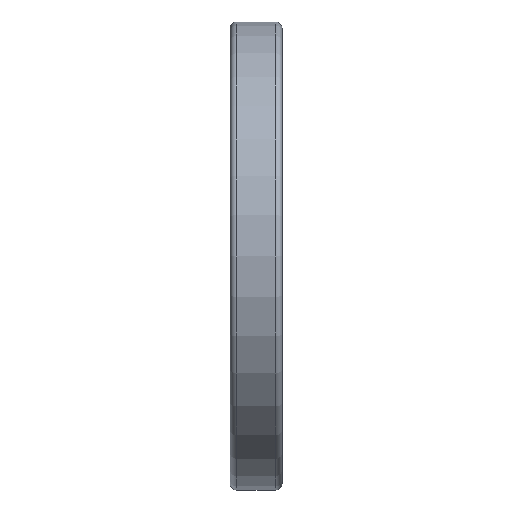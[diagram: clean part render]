
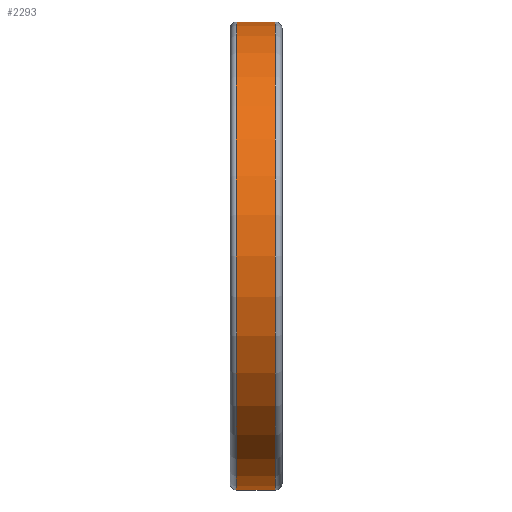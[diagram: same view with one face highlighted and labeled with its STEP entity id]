
A CAD part, left-side view. The second image highlights one B-rep face of the part: STEP entity #2293.
In plain terms, the highlighted cylindrical face has radius 57.15 mm (diameter 114.3 mm), a partial arc.
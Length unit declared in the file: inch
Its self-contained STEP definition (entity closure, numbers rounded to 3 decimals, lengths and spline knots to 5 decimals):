
#252 = DIRECTION ( 'NONE',  ( 0., -1., 0. ) ) ;
#635 = CYLINDRICAL_SURFACE ( 'NONE', #5107, 2.25 ) ;
#1005 = LINE ( 'NONE', #5209, #1377 ) ;
#1338 = FACE_OUTER_BOUND ( 'NONE', #7100, .T. ) ;
#1377 = VECTOR ( 'NONE', #252, 39.37008 ) ;
#1548 = CARTESIAN_POINT ( 'NONE',  ( 0., 0.4375, 2.25 ) ) ;
#1635 = VERTEX_POINT ( 'NONE', #1548 ) ;
#1895 = DIRECTION ( 'NONE',  ( 0., -1., 0. ) ) ;
#2106 = AXIS2_PLACEMENT_3D ( 'NONE', #8711, #2248, #5884 ) ;
#2248 = DIRECTION ( 'NONE',  ( 0., -1., 0. ) ) ;
#2293 = ADVANCED_FACE ( 'NONE', ( #1338 ), #635, .T. ) ;
#2905 = ORIENTED_EDGE ( 'NONE', *, *, #6090, .T. ) ;
#3372 = CARTESIAN_POINT ( 'NONE',  ( 0., 0., 0. ) ) ;
#3687 = VERTEX_POINT ( 'NONE', #7080 ) ;
#4071 = CIRCLE ( 'NONE', #4527, 2.25 ) ;
#4410 = EDGE_CURVE ( 'NONE', #8292, #3687, #1005, .T. ) ;
#4527 = AXIS2_PLACEMENT_3D ( 'NONE', #5945, #7359, #8822 ) ;
#4619 = CARTESIAN_POINT ( 'NONE',  ( 0., 0.0625, 2.25 ) ) ;
#5043 = CARTESIAN_POINT ( 'NONE',  ( 0., 0., 2.25 ) ) ;
#5107 = AXIS2_PLACEMENT_3D ( 'NONE', #3372, #1895, #8512 ) ;
#5209 = CARTESIAN_POINT ( 'NONE',  ( 0., 0., -2.25 ) ) ;
#5541 = EDGE_CURVE ( 'NONE', #6128, #3687, #6783, .T. ) ;
#5745 = LINE ( 'NONE', #5043, #6972 ) ;
#5884 = DIRECTION ( 'NONE',  ( 0., 0., -1. ) ) ;
#5945 = CARTESIAN_POINT ( 'NONE',  ( 0., 0.4375, 0. ) ) ;
#6090 = EDGE_CURVE ( 'NONE', #1635, #8292, #4071, .T. ) ;
#6128 = VERTEX_POINT ( 'NONE', #4619 ) ;
#6415 = DIRECTION ( 'NONE',  ( 0., -1., 0. ) ) ;
#6783 = CIRCLE ( 'NONE', #2106, 2.25 ) ;
#6845 = ORIENTED_EDGE ( 'NONE', *, *, #7549, .F. ) ;
#6972 = VECTOR ( 'NONE', #6415, 39.37008 ) ;
#7080 = CARTESIAN_POINT ( 'NONE',  ( 0., 0.0625, -2.25 ) ) ;
#7100 = EDGE_LOOP ( 'NONE', ( #6845, #2905, #8212, #7208 ) ) ;
#7208 = ORIENTED_EDGE ( 'NONE', *, *, #5541, .F. ) ;
#7359 = DIRECTION ( 'NONE',  ( 0., -1., 0. ) ) ;
#7549 = EDGE_CURVE ( 'NONE', #1635, #6128, #5745, .T. ) ;
#8212 = ORIENTED_EDGE ( 'NONE', *, *, #4410, .T. ) ;
#8292 = VERTEX_POINT ( 'NONE', #8600 ) ;
#8512 = DIRECTION ( 'NONE',  ( 0., 0., -1. ) ) ;
#8600 = CARTESIAN_POINT ( 'NONE',  ( 0., 0.4375, -2.25 ) ) ;
#8711 = CARTESIAN_POINT ( 'NONE',  ( 0., 0.0625, 0. ) ) ;
#8822 = DIRECTION ( 'NONE',  ( 0., 0., -1. ) ) ;
